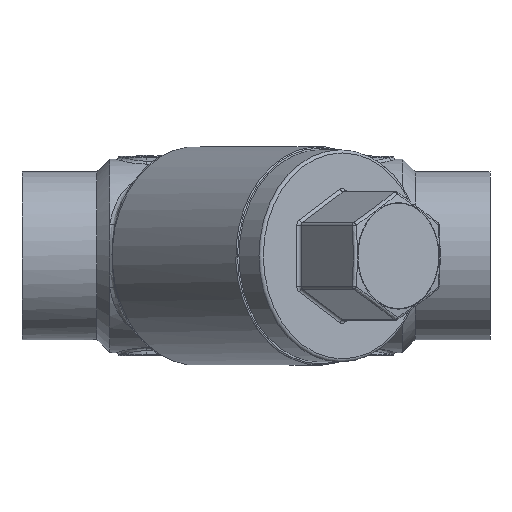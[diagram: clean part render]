
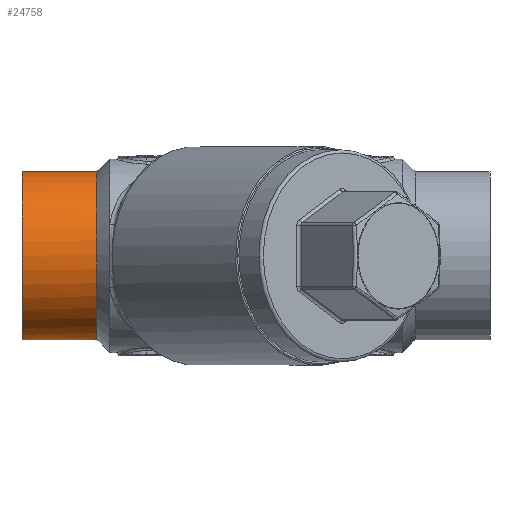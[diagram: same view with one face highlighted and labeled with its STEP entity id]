
A CAD part, front view. The second image highlights one B-rep face of the part: STEP entity #24758.
In plain terms, the highlighted cylindrical face has radius 13.45 mm (diameter 26.9 mm), a full revolution.
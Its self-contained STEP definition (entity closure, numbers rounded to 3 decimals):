
#1232 = CARTESIAN_POINT ( 'NONE',  ( 12., 0., 13.45 ) ) ;
#1596 = CIRCLE ( 'NONE', #29748, 13.45 ) ;
#1690 = EDGE_CURVE ( 'NONE', #3076, #3076, #1596, .T. ) ;
#2778 = DIRECTION ( 'NONE',  ( -1., 0., 0. ) ) ;
#2888 = ORIENTED_EDGE ( 'NONE', *, *, #1690, .F. ) ;
#3076 = VERTEX_POINT ( 'NONE', #14892 ) ;
#5731 = FACE_OUTER_BOUND ( 'NONE', #24580, .T. ) ;
#8745 = DIRECTION ( 'NONE',  ( 0., 0., 1. ) ) ;
#8795 = CARTESIAN_POINT ( 'NONE',  ( -24.095, 0., 0. ) ) ;
#9086 = CYLINDRICAL_SURFACE ( 'NONE', #22569, 13.45 ) ;
#10514 = EDGE_LOOP ( 'NONE', ( #2888 ) ) ;
#11506 = DIRECTION ( 'NONE',  ( 0., 0., 1. ) ) ;
#13515 = DIRECTION ( 'NONE',  ( -1., 0., 0. ) ) ;
#13835 = AXIS2_PLACEMENT_3D ( 'NONE', #27325, #13515, #15631 ) ;
#14892 = CARTESIAN_POINT ( 'NONE',  ( 0., 0., 13.45 ) ) ;
#15631 = DIRECTION ( 'NONE',  ( 0., 0., 1. ) ) ;
#19474 = VERTEX_POINT ( 'NONE', #1232 ) ;
#19995 = ORIENTED_EDGE ( 'NONE', *, *, #22555, .T. ) ;
#22555 = EDGE_CURVE ( 'NONE', #19474, #19474, #24476, .T. ) ;
#22569 = AXIS2_PLACEMENT_3D ( 'NONE', #8795, #2778, #11506 ) ;
#24476 = CIRCLE ( 'NONE', #13835, 13.45 ) ;
#24580 = EDGE_LOOP ( 'NONE', ( #19995 ) ) ;
#24758 = ADVANCED_FACE ( 'NONE', ( #28821, #5731 ), #9086, .T. ) ;
#27325 = CARTESIAN_POINT ( 'NONE',  ( 12., 0., 0. ) ) ;
#28821 = FACE_OUTER_BOUND ( 'NONE', #10514, .T. ) ;
#29539 = DIRECTION ( 'NONE',  ( -1., 0., 0. ) ) ;
#29748 = AXIS2_PLACEMENT_3D ( 'NONE', #29844, #29539, #8745 ) ;
#29844 = CARTESIAN_POINT ( 'NONE',  ( 0., 0., 0. ) ) ;
